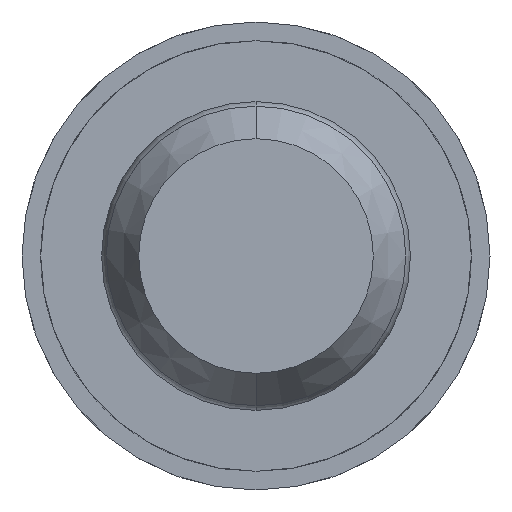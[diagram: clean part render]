
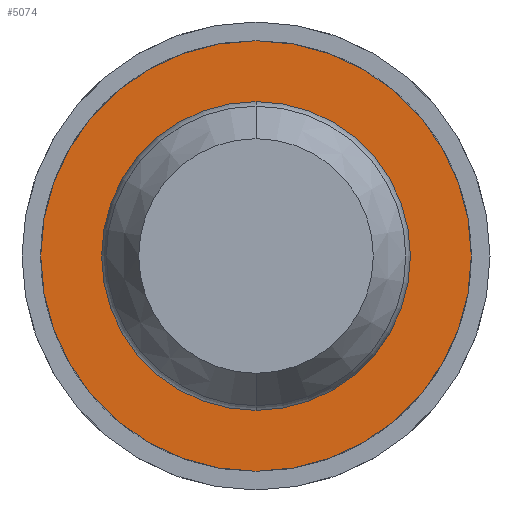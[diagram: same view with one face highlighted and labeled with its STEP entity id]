
A CAD part, front view. The second image highlights one B-rep face of the part: STEP entity #5074.
In plain terms, the highlighted planar face has unit normal (0, -1, 0).
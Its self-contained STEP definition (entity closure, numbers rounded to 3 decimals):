
#199 = FACE_OUTER_BOUND ( 'NONE', #4366, .T. ) ;
#225 = VERTEX_POINT ( 'NONE', #726 ) ;
#263 = CIRCLE ( 'NONE', #1114, 0.825 ) ;
#663 = DIRECTION ( 'NONE',  ( 0., 0., 1. ) ) ;
#664 = DIRECTION ( 'NONE',  ( 0., 1., 0. ) ) ;
#726 = CARTESIAN_POINT ( 'NONE',  ( 0., -10.5, -0.825 ) ) ;
#1050 = CARTESIAN_POINT ( 'NONE',  ( 0., -10.5, 0. ) ) ;
#1114 = AXIS2_PLACEMENT_3D ( 'NONE', #3228, #2036, #1209 ) ;
#1157 = EDGE_CURVE ( 'NONE', #225, #3182, #263, .T. ) ;
#1166 = CARTESIAN_POINT ( 'NONE',  ( 1.15, -10.5, 0. ) ) ;
#1184 = DIRECTION ( 'NONE',  ( 0., 1., 0. ) ) ;
#1209 = DIRECTION ( 'NONE',  ( 0., 0., 1. ) ) ;
#1435 = DIRECTION ( 'NONE',  ( 0., 1., 0. ) ) ;
#1478 = EDGE_CURVE ( 'NONE', #3378, #2789, #4859, .T. ) ;
#1671 = AXIS2_PLACEMENT_3D ( 'NONE', #1166, #1184, #3994 ) ;
#1724 = CARTESIAN_POINT ( 'NONE',  ( 0., -10.5, 1.15 ) ) ;
#1823 = DIRECTION ( 'NONE',  ( 0., 0., 1. ) ) ;
#1853 = DIRECTION ( 'NONE',  ( 0., 0., 1. ) ) ;
#2036 = DIRECTION ( 'NONE',  ( 0., 1., 0. ) ) ;
#2306 = DIRECTION ( 'NONE',  ( 0., 1., 0. ) ) ;
#2510 = AXIS2_PLACEMENT_3D ( 'NONE', #1050, #664, #1823 ) ;
#2789 = VERTEX_POINT ( 'NONE', #5100 ) ;
#2821 = CARTESIAN_POINT ( 'NONE',  ( 0., -10.5, 0.825 ) ) ;
#2831 = EDGE_CURVE ( 'NONE', #3182, #225, #2980, .T. ) ;
#2853 = CIRCLE ( 'NONE', #2510, 1.15 ) ;
#2980 = CIRCLE ( 'NONE', #3486, 0.825 ) ;
#3182 = VERTEX_POINT ( 'NONE', #2821 ) ;
#3228 = CARTESIAN_POINT ( 'NONE',  ( 0., -10.5, 0. ) ) ;
#3378 = VERTEX_POINT ( 'NONE', #1724 ) ;
#3486 = AXIS2_PLACEMENT_3D ( 'NONE', #5128, #1435, #1853 ) ;
#3565 = PLANE ( 'NONE',  #1671 ) ;
#3603 = ORIENTED_EDGE ( 'NONE', *, *, #1157, .T. ) ;
#3801 = ORIENTED_EDGE ( 'NONE', *, *, #2831, .T. ) ;
#3906 = ORIENTED_EDGE ( 'NONE', *, *, #1478, .F. ) ;
#3971 = ORIENTED_EDGE ( 'NONE', *, *, #4298, .F. ) ;
#3994 = DIRECTION ( 'NONE',  ( 0., 0., 1. ) ) ;
#4070 = EDGE_LOOP ( 'NONE', ( #3801, #3603 ) ) ;
#4229 = AXIS2_PLACEMENT_3D ( 'NONE', #5105, #2306, #663 ) ;
#4298 = EDGE_CURVE ( 'NONE', #2789, #3378, #2853, .T. ) ;
#4366 = EDGE_LOOP ( 'NONE', ( #3906, #3971 ) ) ;
#4859 = CIRCLE ( 'NONE', #4229, 1.15 ) ;
#4863 = FACE_BOUND ( 'NONE', #4070, .T. ) ;
#5074 = ADVANCED_FACE ( 'NONE', ( #199, #4863 ), #3565, .F. ) ;
#5100 = CARTESIAN_POINT ( 'NONE',  ( 0., -10.5, -1.15 ) ) ;
#5105 = CARTESIAN_POINT ( 'NONE',  ( 0., -10.5, 0. ) ) ;
#5128 = CARTESIAN_POINT ( 'NONE',  ( 0., -10.5, 0. ) ) ;
